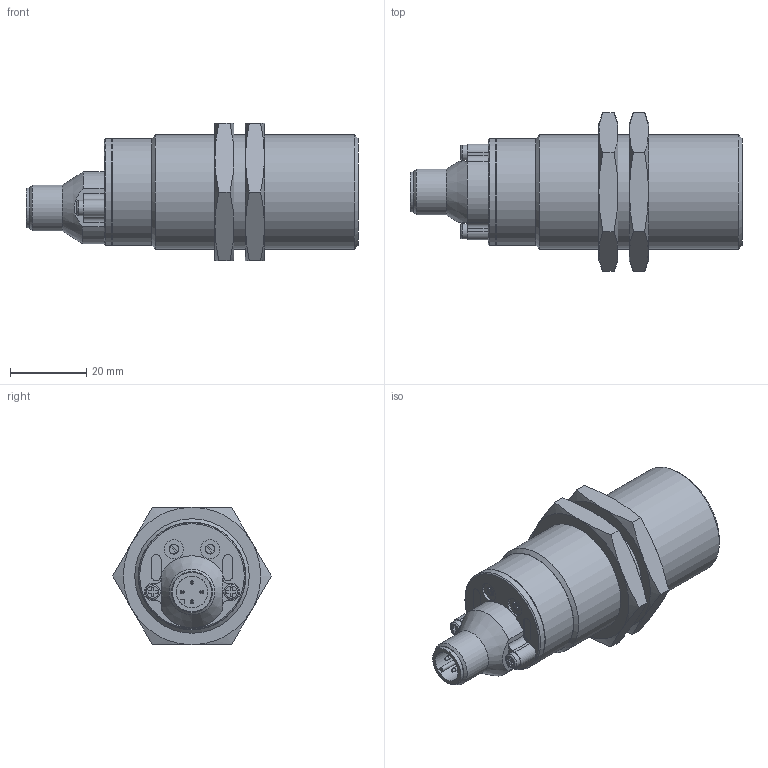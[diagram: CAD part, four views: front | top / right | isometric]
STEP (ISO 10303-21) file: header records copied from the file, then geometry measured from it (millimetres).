
FILE_DESCRIPTION (( 'STEP AP214' ), '1' );
FILE_NAME ('BCS004M.STEP', '2023-07-19T17:56:34', ( '' ), ( '' ), 'SwSTEP 2.0', 'SolidWorks 2021', '' );
FILE_SCHEMA (( 'AUTOMOTIVE_DESIGN' ));
Length unit declared in the file: inch
Products named in the file (1): BCS004M
Bounding box: 87 x 41.57 x 36 mm (x, y, z)
Volume: 53715.8 mm3; surface area: 12582.7 mm2
Topology: 3 solids, 3 shells, 156 faces, 360 edges, 230 vertices
Faces by surface type: plane 85, cone 37, cylinder 32, bspline 2
Full cylindrical faces by diameter (mm): 1 x4, 2.5 x2, 4 x2, 5 x2, 8.3 x1, 10.4 x1, 12 x1, 27.8 x1, 28 x2, 28.376 x2, 30 x1
Entity records: 6343 total; most frequent: CARTESIAN_POINT 1062, DIRECTION 676, ORIENTED_EDGE 626, EDGE_CURVE 313, AXIS2_PLACEMENT_3D 261, VERTEX_POINT 217, EDGE_LOOP 214, FACE_OUTER_BOUND 177
